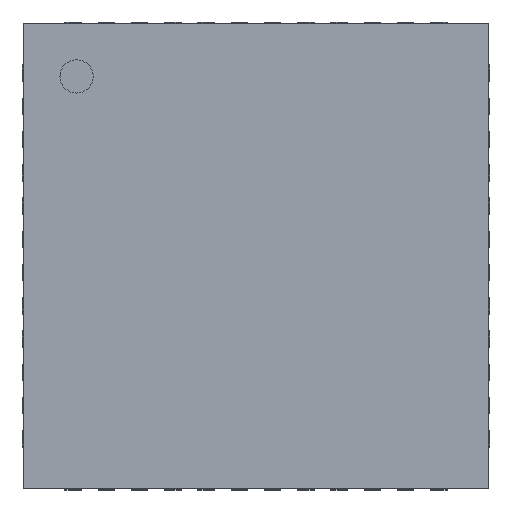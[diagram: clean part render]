
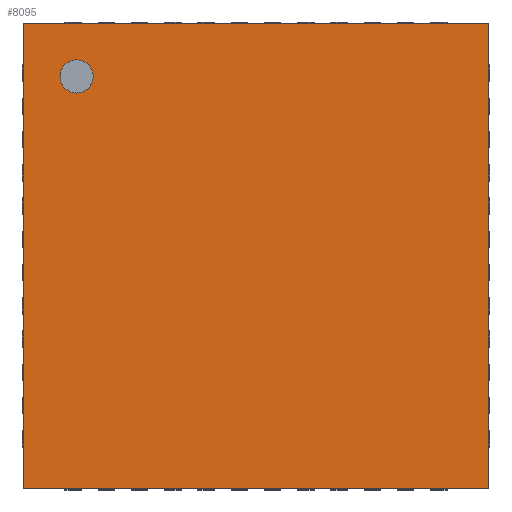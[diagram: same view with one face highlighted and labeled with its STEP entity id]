
A CAD part, top view. The second image highlights one B-rep face of the part: STEP entity #8095.
In plain terms, the highlighted planar face has unit normal (0, 0, 1).
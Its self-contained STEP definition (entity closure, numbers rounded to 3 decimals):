
#124=CIRCLE('',#8457,0.25);
#592=ORIENTED_EDGE('',*,*,#2340,.F.);
#593=ORIENTED_EDGE('',*,*,#2279,.F.);
#594=ORIENTED_EDGE('',*,*,#2202,.F.);
#595=ORIENTED_EDGE('',*,*,#2323,.F.);
#596=ORIENTED_EDGE('',*,*,#2248,.F.);
#2202=EDGE_CURVE('',#3099,#3100,#3656,.T.);
#2248=EDGE_CURVE('',#3130,#3131,#3702,.T.);
#2279=EDGE_CURVE('',#3100,#3130,#3733,.T.);
#2323=EDGE_CURVE('',#3131,#3099,#3777,.T.);
#2340=EDGE_CURVE('',#3190,#3190,#124,.T.);
#3099=VERTEX_POINT('',#10864);
#3100=VERTEX_POINT('',#10866);
#3130=VERTEX_POINT('',#10942);
#3131=VERTEX_POINT('',#10944);
#3190=VERTEX_POINT('',#11097);
#3656=LINE('',#10865,#4455);
#3702=LINE('',#10943,#4501);
#3733=LINE('',#10995,#4532);
#3777=LINE('',#11069,#4576);
#4455=VECTOR('',#9085,1000.);
#4501=VECTOR('',#9133,1000.);
#4532=VECTOR('',#9166,1000.);
#4576=VECTOR('',#9212,1000.);
#5092=EDGE_LOOP('',(#592));
#5093=EDGE_LOOP('',(#593,#594,#595,#596));
#5399=FACE_BOUND('',#5092,.T.);
#5400=FACE_BOUND('',#5093,.T.);
#5704=PLANE('',#8458);
#8095=ADVANCED_FACE('',(#5399,#5400),#5704,.F.);
#8457=AXIS2_PLACEMENT_3D('',#11098,#9232,#9233);
#8458=AXIS2_PLACEMENT_3D('',#11099,#9234,#9235);
#9085=DIRECTION('',(-1.,0.,0.));
#9133=DIRECTION('',(1.,0.,0.));
#9166=DIRECTION('',(0.,1.,0.));
#9212=DIRECTION('',(0.,-1.,0.));
#9232=DIRECTION('',(0.,0.,1.));
#9233=DIRECTION('',(1.,0.,0.));
#9234=DIRECTION('',(0.,0.,-1.));
#9235=DIRECTION('',(-1.,0.,0.));
#10864=CARTESIAN_POINT('',(3.5,-3.5,1.12));
#10865=CARTESIAN_POINT('',(3.5,-3.5,1.12));
#10866=CARTESIAN_POINT('',(-3.5,-3.5,1.12));
#10942=CARTESIAN_POINT('',(-3.5,3.5,1.12));
#10943=CARTESIAN_POINT('',(-3.5,3.5,1.12));
#10944=CARTESIAN_POINT('',(3.5,3.5,1.12));
#10995=CARTESIAN_POINT('',(-3.5,-3.5,1.12));
#11069=CARTESIAN_POINT('',(3.5,3.5,1.12));
#11097=CARTESIAN_POINT('',(-2.45,2.7,1.12));
#11098=CARTESIAN_POINT('',(-2.7,2.7,1.12));
#11099=CARTESIAN_POINT('',(0.,0.,1.12));
